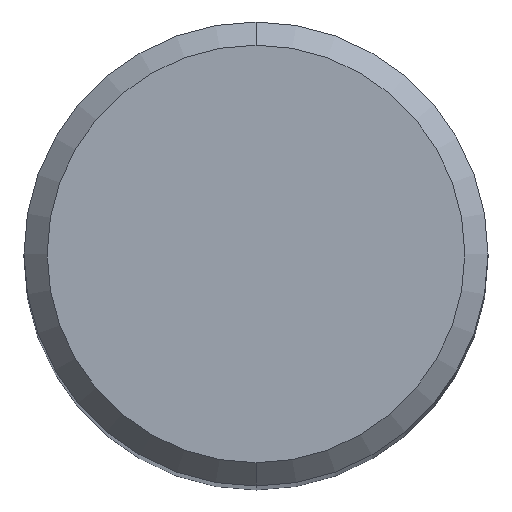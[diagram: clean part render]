
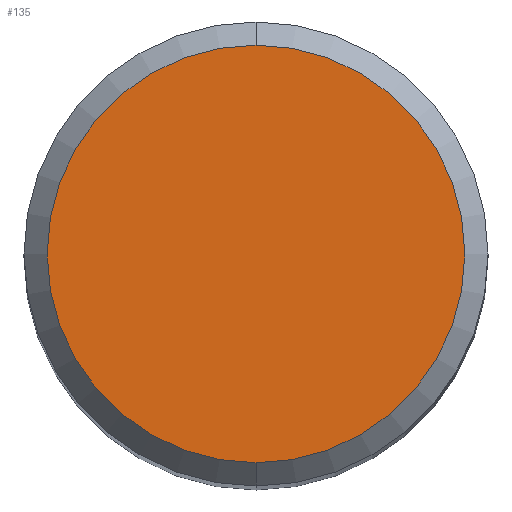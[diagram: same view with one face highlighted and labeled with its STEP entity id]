
A CAD part, top view. The second image highlights one B-rep face of the part: STEP entity #135.
In plain terms, the highlighted planar face has unit normal (0, 0, 1).
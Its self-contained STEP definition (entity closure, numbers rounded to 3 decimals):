
#135=ADVANCED_FACE('',(#291),#292,.T.);
#137=VERTEX_POINT('',#294);
#141=EDGE_CURVE('',#137,#201,#298,.T.);
#201=VERTEX_POINT('',#367);
#211=EDGE_CURVE('',#201,#137,#377,.T.);
#291=FACE_OUTER_BOUND('',#461,.T.);
#292=PLANE('',#462);
#294=CARTESIAN_POINT('',(0.,-3.6,0.0));
#298=CIRCLE('',#470,3.6);
#367=CARTESIAN_POINT('',(0.0,3.6,0.0));
#377=CIRCLE('',#571,3.6);
#461=EDGE_LOOP('',(#662,#663));
#462=AXIS2_PLACEMENT_3D('',#664,#665,#666);
#470=AXIS2_PLACEMENT_3D('',#670,#671,#672);
#571=AXIS2_PLACEMENT_3D('',#765,#766,#767);
#662=ORIENTED_EDGE('',*,*,#211,.F.);
#663=ORIENTED_EDGE('',*,*,#141,.F.);
#664=CARTESIAN_POINT('',(0.0,1.8,0.0));
#665=DIRECTION('',(-0.0,0.0,1.0));
#666=DIRECTION('',(0.0,-1.0,0.0));
#670=CARTESIAN_POINT('',(0.0,0.0,0.0));
#671=DIRECTION('',(0.0,0.0,-1.0));
#672=DIRECTION('',(0.0,1.0,0.0));
#765=CARTESIAN_POINT('',(0.0,0.0,0.0));
#766=DIRECTION('',(0.0,0.0,-1.0));
#767=DIRECTION('',(0.0,1.0,0.0));
